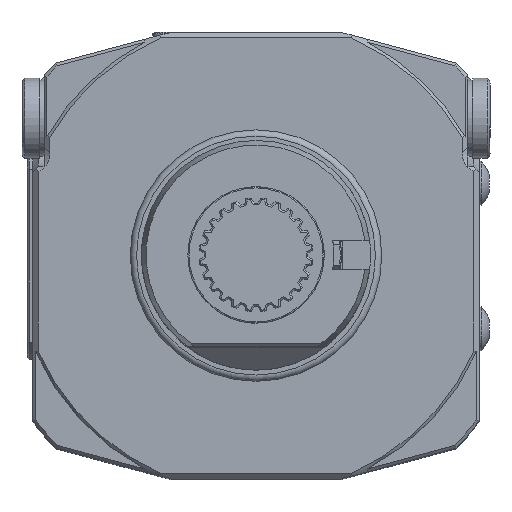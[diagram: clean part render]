
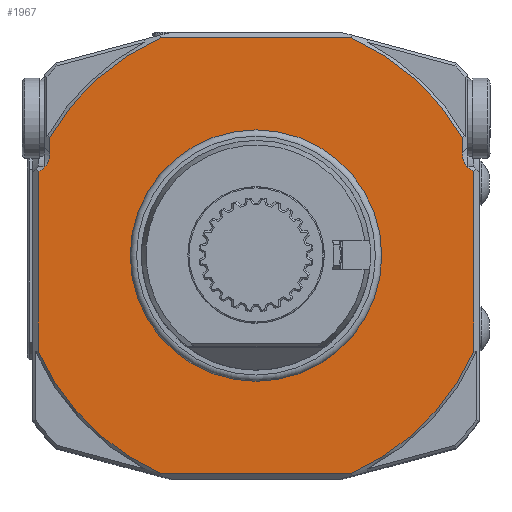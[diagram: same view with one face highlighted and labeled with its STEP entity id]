
A CAD part, top view. The second image highlights one B-rep face of the part: STEP entity #1967.
In plain terms, the highlighted planar face has unit normal (0, 0, 1).
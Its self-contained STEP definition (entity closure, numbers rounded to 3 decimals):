
#290=LINE('',#11539,#878);
#291=LINE('',#11546,#879);
#295=LINE('',#11622,#883);
#318=LINE('',#11723,#906);
#324=LINE('',#11776,#912);
#336=LINE('',#11843,#924);
#878=VECTOR('',#8950,1.);
#879=VECTOR('',#8953,1.);
#883=VECTOR('',#8965,1.);
#906=VECTOR('',#9052,1.);
#912=VECTOR('',#9074,1.);
#924=VECTOR('',#9112,1.);
#1604=FACE_BOUND('',#3128,.T.);
#1605=FACE_BOUND('',#3129,.T.);
#1690=B_SPLINE_CURVE_WITH_KNOTS('',3,(#11509,#11510,#11511,#11512,#11513,
#11514,#11515,#11516,#11517,#11518,#11519,#11520,#11521),.UNSPECIFIED.,
 .F.,.F.,(4,3,3,3,4),(0.,0.329,0.588,0.849,
1.),.UNSPECIFIED.);
#1695=B_SPLINE_CURVE_WITH_KNOTS('',3,(#11558,#11559,#11560,#11561,#11562,
#11563,#11564,#11565,#11566,#11567,#11568,#11569,#11570),.UNSPECIFIED.,
 .F.,.F.,(4,3,3,3,4),(0.,0.257,0.516,0.761,
1.),.UNSPECIFIED.);
#1967=ADVANCED_FACE('',(#1604,#1605),#2350,.T.);
#2350=PLANE('',#8058);
#3128=EDGE_LOOP('',(#4063));
#3129=EDGE_LOOP('',(#4064,#4065,#4066,#4067,#4068,#4069,#4070,#4071,#4072,
#4073,#4074,#4075));
#4063=ORIENTED_EDGE('',*,*,#6741,.F.);
#4064=ORIENTED_EDGE('',*,*,#6657,.F.);
#4065=ORIENTED_EDGE('',*,*,#6677,.T.);
#4066=ORIENTED_EDGE('',*,*,#6586,.T.);
#4067=ORIENTED_EDGE('',*,*,#6583,.T.);
#4068=ORIENTED_EDGE('',*,*,#6593,.F.);
#4069=ORIENTED_EDGE('',*,*,#6597,.T.);
#4070=ORIENTED_EDGE('',*,*,#6599,.F.);
#4071=ORIENTED_EDGE('',*,*,#6581,.T.);
#4072=ORIENTED_EDGE('',*,*,#6579,.T.);
#4073=ORIENTED_EDGE('',*,*,#6639,.T.);
#4074=ORIENTED_EDGE('',*,*,#6648,.F.);
#4075=ORIENTED_EDGE('',*,*,#6654,.T.);
#5819=VERTEX_POINT('',#11508);
#5820=VERTEX_POINT('',#11522);
#5821=VERTEX_POINT('',#11540);
#5822=VERTEX_POINT('',#11547);
#5823=VERTEX_POINT('',#11548);
#5824=VERTEX_POINT('',#11571);
#5828=VERTEX_POINT('',#11609);
#5832=VERTEX_POINT('',#11621);
#5854=VERTEX_POINT('',#11722);
#5860=VERTEX_POINT('',#11755);
#5865=VERTEX_POINT('',#11775);
#5866=VERTEX_POINT('',#11783);
#5914=VERTEX_POINT('',#12011);
#6579=EDGE_CURVE('',#5820,#5819,#1690,.T.);
#6581=EDGE_CURVE('',#5821,#5820,#290,.T.);
#6583=EDGE_CURVE('',#5822,#5823,#291,.T.);
#6586=EDGE_CURVE('',#5824,#5822,#1695,.T.);
#6593=EDGE_CURVE('',#5828,#5823,#7588,.T.);
#6597=EDGE_CURVE('',#5828,#5832,#295,.T.);
#6599=EDGE_CURVE('',#5821,#5832,#7589,.T.);
#6639=EDGE_CURVE('',#5819,#5854,#318,.T.);
#6648=EDGE_CURVE('',#5860,#5854,#7597,.T.);
#6654=EDGE_CURVE('',#5860,#5865,#324,.T.);
#6657=EDGE_CURVE('',#5866,#5865,#7598,.T.);
#6677=EDGE_CURVE('',#5866,#5824,#336,.T.);
#6741=EDGE_CURVE('',#5914,#5914,#7618,.T.);
#7588=CIRCLE('',#7944,41.5);
#7589=CIRCLE('',#7947,41.5);
#7597=CIRCLE('',#7984,41.5);
#7598=CIRCLE('',#7987,41.5);
#7618=CIRCLE('',#8057,21.699);
#7944=AXIS2_PLACEMENT_3D('',#11610,#8959,#8960);
#7947=AXIS2_PLACEMENT_3D('',#11625,#8969,#8970);
#7984=AXIS2_PLACEMENT_3D('',#11754,#9068,#9069);
#7987=AXIS2_PLACEMENT_3D('',#11784,#9078,#9079);
#8057=AXIS2_PLACEMENT_3D('',#12010,#9263,#9264);
#8058=AXIS2_PLACEMENT_3D('',#12012,#9265,#9266);
#8950=DIRECTION('',(0.,-1.,0.));
#8953=DIRECTION('',(0.,1.,0.));
#8959=DIRECTION('',(0.,0.,-1.));
#8960=DIRECTION('',(0.,-1.,0.));
#8965=DIRECTION('',(-1.,0.,0.));
#8969=DIRECTION('',(0.,0.,-1.));
#8970=DIRECTION('',(0.,-1.,0.));
#9052=DIRECTION('',(0.,-1.,0.));
#9068=DIRECTION('',(0.,0.,-1.));
#9069=DIRECTION('',(0.,-1.,0.));
#9074=DIRECTION('',(1.,0.,0.));
#9078=DIRECTION('',(0.,0.,-1.));
#9079=DIRECTION('',(0.,-1.,0.));
#9112=DIRECTION('',(0.,1.,0.));
#9263=DIRECTION('',(0.,0.,1.));
#9264=DIRECTION('',(1.,0.,0.));
#9265=DIRECTION('',(0.,0.,1.));
#9266=DIRECTION('',(0.,-1.,0.));
#11508=CARTESIAN_POINT('',(-38.,14.735,0.));
#11509=CARTESIAN_POINT('',(-36.,17.984,0.));
#11510=CARTESIAN_POINT('',(-36.,17.54,0.));
#11511=CARTESIAN_POINT('',(-36.059,17.088,0.));
#11512=CARTESIAN_POINT('',(-36.196,16.666,0.));
#11513=CARTESIAN_POINT('',(-36.305,16.333,0.));
#11514=CARTESIAN_POINT('',(-36.466,16.012,0.));
#11515=CARTESIAN_POINT('',(-36.676,15.732,0.));
#11516=CARTESIAN_POINT('',(-36.887,15.451,0.));
#11517=CARTESIAN_POINT('',(-37.153,15.206,0.));
#11518=CARTESIAN_POINT('',(-37.449,15.017,0.));
#11519=CARTESIAN_POINT('',(-37.622,14.905,0.));
#11520=CARTESIAN_POINT('',(-37.808,14.811,0.));
#11521=CARTESIAN_POINT('',(-38.,14.735,0.));
#11522=CARTESIAN_POINT('',(-36.,17.984,0.));
#11539=CARTESIAN_POINT('',(-36.,-41.5,0.));
#11540=CARTESIAN_POINT('',(-36.,20.646,0.));
#11546=CARTESIAN_POINT('',(36.,-41.5,0.));
#11547=CARTESIAN_POINT('',(36.,17.984,0.));
#11548=CARTESIAN_POINT('',(36.,20.646,0.));
#11558=CARTESIAN_POINT('',(38.,14.735,0.));
#11559=CARTESIAN_POINT('',(37.677,14.863,0.));
#11560=CARTESIAN_POINT('',(37.37,15.044,0.));
#11561=CARTESIAN_POINT('',(37.106,15.271,0.));
#11562=CARTESIAN_POINT('',(36.842,15.499,0.));
#11563=CARTESIAN_POINT('',(36.617,15.779,0.));
#11564=CARTESIAN_POINT('',(36.448,16.084,0.));
#11565=CARTESIAN_POINT('',(36.288,16.374,0.));
#11566=CARTESIAN_POINT('',(36.173,16.692,0.));
#11567=CARTESIAN_POINT('',(36.101,17.016,0.));
#11568=CARTESIAN_POINT('',(36.031,17.333,0.));
#11569=CARTESIAN_POINT('',(36.,17.66,0.));
#11570=CARTESIAN_POINT('',(36.,17.984,0.));
#11571=CARTESIAN_POINT('',(38.,14.735,0.));
#11609=CARTESIAN_POINT('',(16.681,38.,0.));
#11610=CARTESIAN_POINT('',(0.,0.,0.));
#11621=CARTESIAN_POINT('',(-16.681,38.,0.));
#11622=CARTESIAN_POINT('',(0.,38.,0.));
#11625=CARTESIAN_POINT('',(0.,0.,0.));
#11722=CARTESIAN_POINT('',(-38.,-16.681,0.));
#11723=CARTESIAN_POINT('',(-38.,-41.5,0.));
#11754=CARTESIAN_POINT('',(0.,0.,0.));
#11755=CARTESIAN_POINT('',(-16.681,-38.,0.));
#11775=CARTESIAN_POINT('',(16.681,-38.,0.));
#11776=CARTESIAN_POINT('',(0.,-38.,0.));
#11783=CARTESIAN_POINT('',(38.,-16.681,0.));
#11784=CARTESIAN_POINT('',(0.,0.,0.));
#11843=CARTESIAN_POINT('',(38.,-41.5,0.));
#12010=CARTESIAN_POINT('',(0.,0.,0.));
#12011=CARTESIAN_POINT('',(21.699,0.,0.));
#12012=CARTESIAN_POINT('',(0.,-41.5,0.));
